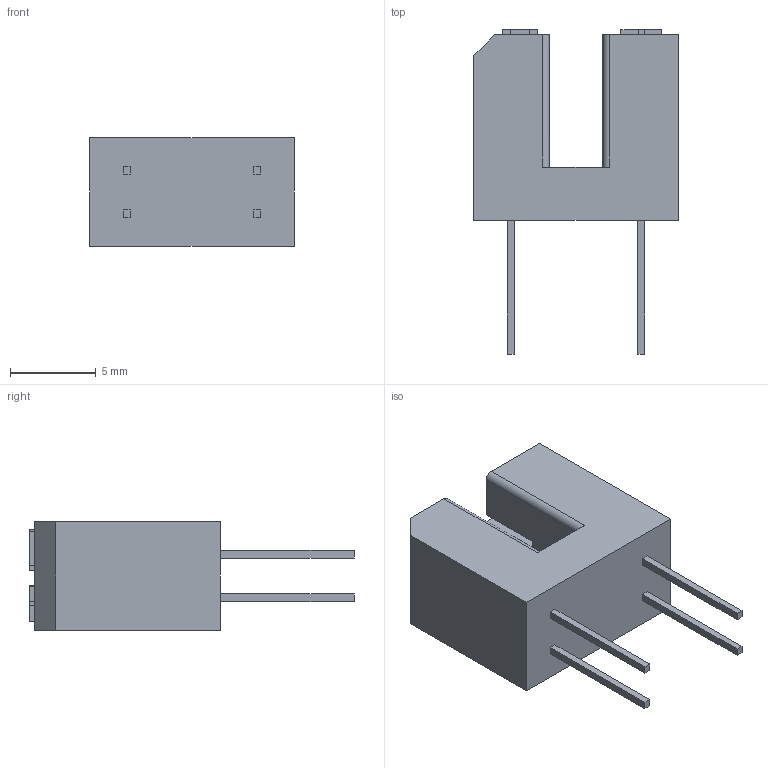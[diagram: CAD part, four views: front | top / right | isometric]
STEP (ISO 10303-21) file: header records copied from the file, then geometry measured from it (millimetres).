
FILE_DESCRIPTION (( 'STEP AP214' ), '1' );
FILE_NAME ('TCST1103.STEP', '2022-04-29T11:21:30', ( '' ), ( '' ), 'SwSTEP 2.0', 'SolidWorks 2018', '' );
FILE_SCHEMA (( 'AUTOMOTIVE_DESIGN' ));
Length unit declared in the file: millimetre
Products named in the file (1): TCST1103
Bounding box: 11.9 x 18.9 x 6.3 mm (x, y, z)
Volume: 655.1 mm3; surface area: 667.9 mm2
Topology: 5 solids, 5 shells, 113 faces, 290 edges, 192 vertices
Faces by surface type: plane 102, bspline 7, cylinder 4
Entity records: 4096 total; most frequent: CARTESIAN_POINT 1043, ORIENTED_EDGE 580, DIRECTION 502, EDGE_CURVE 290, LINE 264, VECTOR 264, VERTEX_POINT 192, AXIS2_PLACEMENT_3D 119
